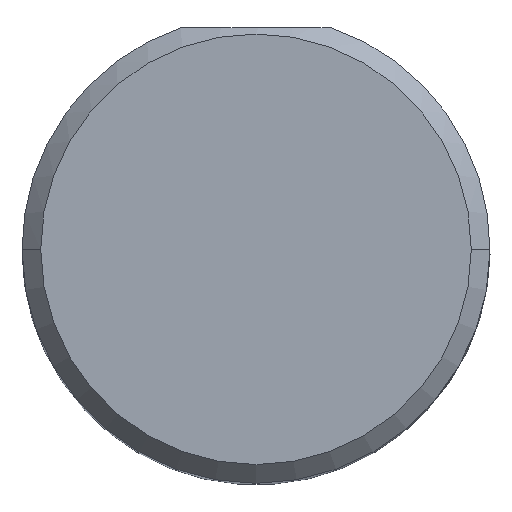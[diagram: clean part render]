
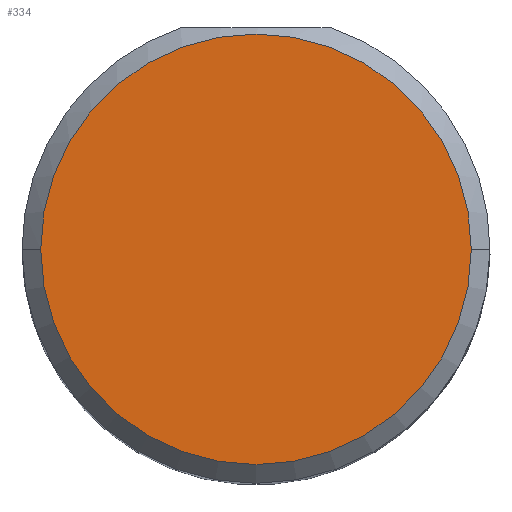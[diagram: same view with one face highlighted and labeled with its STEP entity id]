
A CAD part, top view. The second image highlights one B-rep face of the part: STEP entity #334.
In plain terms, the highlighted planar face has unit normal (0, 0, 1).
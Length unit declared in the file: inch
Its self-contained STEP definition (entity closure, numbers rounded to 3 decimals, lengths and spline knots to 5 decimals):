
#4 = AXIS2_PLACEMENT_3D ( 'NONE', #381, #451, #31 ) ;
#15 = FACE_OUTER_BOUND ( 'NONE', #355, .T. ) ;
#17 = CARTESIAN_POINT ( 'NONE',  ( 0., 0., 2.5 ) ) ;
#31 = DIRECTION ( 'NONE',  ( 1., 0., 0. ) ) ;
#61 = VERTEX_POINT ( 'NONE', #230 ) ;
#69 = AXIS2_PLACEMENT_3D ( 'NONE', #17, #77, #674 ) ;
#75 = PLANE ( 'NONE',  #644 ) ;
#77 = DIRECTION ( 'NONE',  ( 0., 0., 1. ) ) ;
#80 = DIRECTION ( 'NONE',  ( 0., 0., 1. ) ) ;
#169 = EDGE_CURVE ( 'NONE', #61, #623, #416, .T. ) ;
#181 = ORIENTED_EDGE ( 'NONE', *, *, #169, .T. ) ;
#201 = DIRECTION ( 'NONE',  ( 1., 0., 0. ) ) ;
#230 = CARTESIAN_POINT ( 'NONE',  ( 0.1725, 0., 2.5 ) ) ;
#252 = EDGE_CURVE ( 'NONE', #623, #61, #617, .T. ) ;
#334 = ADVANCED_FACE ( 'NONE', ( #15 ), #75, .T. ) ;
#355 = EDGE_LOOP ( 'NONE', ( #519, #181 ) ) ;
#381 = CARTESIAN_POINT ( 'NONE',  ( 0., 0., 2.5 ) ) ;
#416 = CIRCLE ( 'NONE', #69, 0.1725 ) ;
#451 = DIRECTION ( 'NONE',  ( 0., 0., 1. ) ) ;
#519 = ORIENTED_EDGE ( 'NONE', *, *, #252, .T. ) ;
#541 = CARTESIAN_POINT ( 'NONE',  ( 0., 0., 2.5 ) ) ;
#584 = CARTESIAN_POINT ( 'NONE',  ( -0.1725, 0., 2.5 ) ) ;
#617 = CIRCLE ( 'NONE', #4, 0.1725 ) ;
#623 = VERTEX_POINT ( 'NONE', #584 ) ;
#644 = AXIS2_PLACEMENT_3D ( 'NONE', #541, #80, #201 ) ;
#674 = DIRECTION ( 'NONE',  ( 1., 0., 0. ) ) ;
